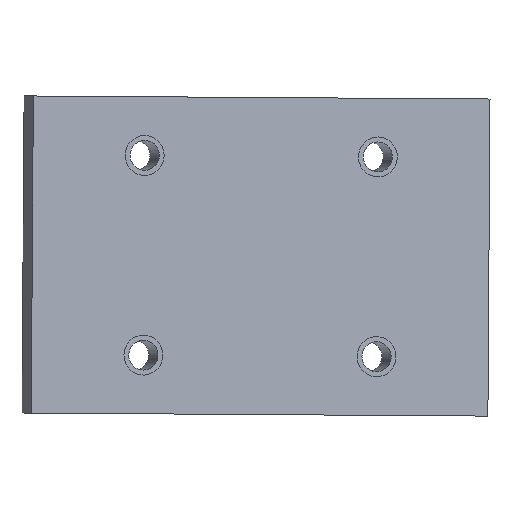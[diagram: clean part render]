
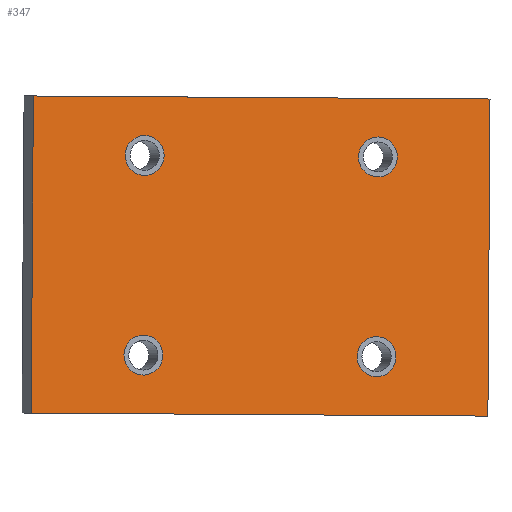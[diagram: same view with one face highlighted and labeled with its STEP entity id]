
A CAD part, front view. The second image highlights one B-rep face of the part: STEP entity #347.
In plain terms, the highlighted planar face has unit normal (0.231, -0.973, -0.002).
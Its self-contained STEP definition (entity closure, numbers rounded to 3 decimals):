
#27=FACE_BOUND('',#101,.T.);
#28=FACE_BOUND('',#102,.T.);
#29=FACE_BOUND('',#103,.T.);
#30=FACE_BOUND('',#104,.T.);
#44=PLANE('',#413);
#66=FACE_OUTER_BOUND('',#100,.T.);
#100=EDGE_LOOP('',(#309,#310,#311,#312));
#101=EDGE_LOOP('',(#313));
#102=EDGE_LOOP('',(#314));
#103=EDGE_LOOP('',(#315,#316));
#104=EDGE_LOOP('',(#317));
#112=LINE('',#582,#132);
#118=LINE('',#594,#138);
#121=LINE('',#608,#141);
#123=LINE('',#611,#143);
#132=VECTOR('',#485,10.);
#138=VECTOR('',#493,10.);
#141=VECTOR('',#512,10.);
#143=VECTOR('',#516,10.);
#150=CIRCLE('',#380,2.);
#151=CIRCLE('',#382,2.);
#156=CIRCLE('',#390,2.);
#157=CIRCLE('',#391,2.);
#158=CIRCLE('',#393,2.);
#171=VERTEX_POINT('',#539);
#172=VERTEX_POINT('',#542);
#177=VERTEX_POINT('',#557);
#178=VERTEX_POINT('',#558);
#179=VERTEX_POINT('',#562);
#185=VERTEX_POINT('',#579);
#186=VERTEX_POINT('',#581);
#188=VERTEX_POINT('',#587);
#191=VERTEX_POINT('',#592);
#202=EDGE_CURVE('',#171,#171,#150,.T.);
#203=EDGE_CURVE('',#172,#172,#151,.T.);
#210=EDGE_CURVE('',#177,#178,#156,.T.);
#211=EDGE_CURVE('',#178,#177,#157,.T.);
#212=EDGE_CURVE('',#179,#179,#158,.T.);
#220=EDGE_CURVE('',#185,#186,#112,.T.);
#226=EDGE_CURVE('',#191,#188,#118,.T.);
#232=EDGE_CURVE('',#191,#186,#121,.T.);
#234=EDGE_CURVE('',#185,#188,#123,.T.);
#309=ORIENTED_EDGE('',*,*,#232,.T.);
#310=ORIENTED_EDGE('',*,*,#220,.F.);
#311=ORIENTED_EDGE('',*,*,#234,.T.);
#312=ORIENTED_EDGE('',*,*,#226,.F.);
#313=ORIENTED_EDGE('',*,*,#203,.T.);
#314=ORIENTED_EDGE('',*,*,#212,.T.);
#315=ORIENTED_EDGE('',*,*,#210,.T.);
#316=ORIENTED_EDGE('',*,*,#211,.T.);
#317=ORIENTED_EDGE('',*,*,#202,.T.);
#347=ADVANCED_FACE('',(#66,#27,#28,#29,#30),#44,.F.);
#380=AXIS2_PLACEMENT_3D('',#540,#436,#437);
#382=AXIS2_PLACEMENT_3D('',#543,#440,#441);
#390=AXIS2_PLACEMENT_3D('',#559,#458,#459);
#391=AXIS2_PLACEMENT_3D('',#560,#460,#461);
#393=AXIS2_PLACEMENT_3D('',#563,#464,#465);
#413=AXIS2_PLACEMENT_3D('',#614,#520,#521);
#436=DIRECTION('center_axis',(-0.231,0.973,0.002));
#437=DIRECTION('ref_axis',(0.973,0.231,-0.006));
#440=DIRECTION('center_axis',(-0.231,0.973,0.002));
#441=DIRECTION('ref_axis',(0.973,0.231,-0.006));
#458=DIRECTION('center_axis',(-0.231,0.973,0.002));
#459=DIRECTION('ref_axis',(0.973,0.231,-0.006));
#460=DIRECTION('center_axis',(-0.231,0.973,0.002));
#461=DIRECTION('ref_axis',(0.973,0.231,-0.006));
#464=DIRECTION('center_axis',(-0.231,0.973,0.002));
#465=DIRECTION('ref_axis',(0.973,0.231,-0.006));
#485=DIRECTION('',(-0.007,0.,-1.));
#493=DIRECTION('',(0.007,0.,1.));
#512=DIRECTION('',(0.973,0.231,-0.006));
#516=DIRECTION('',(-0.973,-0.231,0.006));
#520=DIRECTION('center_axis',(-0.231,0.973,0.002));
#521=DIRECTION('ref_axis',(0.,-0.002,1.));
#539=CARTESIAN_POINT('',(-335.81,-285.673,-165.156));
#540=CARTESIAN_POINT('Origin',(-333.864,-285.211,-165.169));
#542=CARTESIAN_POINT('',(-312.328,-280.125,-145.311));
#543=CARTESIAN_POINT('Origin',(-310.382,-279.663,-145.324));
#557=CARTESIAN_POINT('',(-312.461,-280.125,-165.311));
#558=CARTESIAN_POINT('',(-310.528,-279.663,-167.324));
#559=CARTESIAN_POINT('Origin',(-310.515,-279.663,-165.324));
#560=CARTESIAN_POINT('Origin',(-310.515,-279.663,-165.324));
#562=CARTESIAN_POINT('',(-335.677,-285.673,-145.156));
#563=CARTESIAN_POINT('Origin',(-333.731,-285.211,-145.169));
#579=CARTESIAN_POINT('',(-299.155,-277.005,-139.524));
#581=CARTESIAN_POINT('',(-299.366,-277.005,-171.273));
#582=CARTESIAN_POINT('',(-299.207,-277.005,-147.461));
#587=CARTESIAN_POINT('',(-344.881,-287.869,-139.22));
#592=CARTESIAN_POINT('',(-345.092,-287.869,-170.969));
#594=CARTESIAN_POINT('',(-345.039,-287.869,-163.032));
#608=CARTESIAN_POINT('',(-306.784,-278.767,-171.224));
#611=CARTESIAN_POINT('',(-337.462,-286.106,-139.269));
#614=CARTESIAN_POINT('Origin',(-322.123,-282.437,-155.246));
